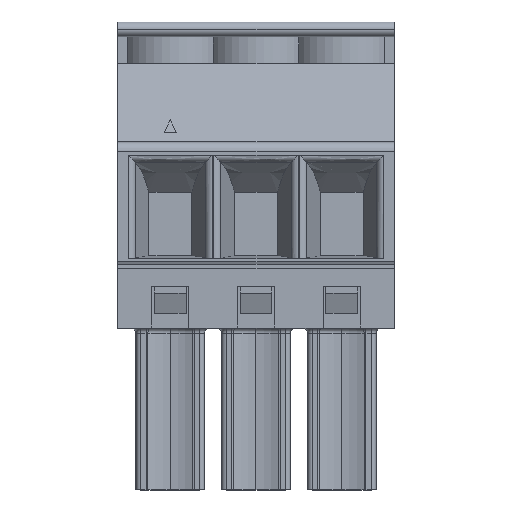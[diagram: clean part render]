
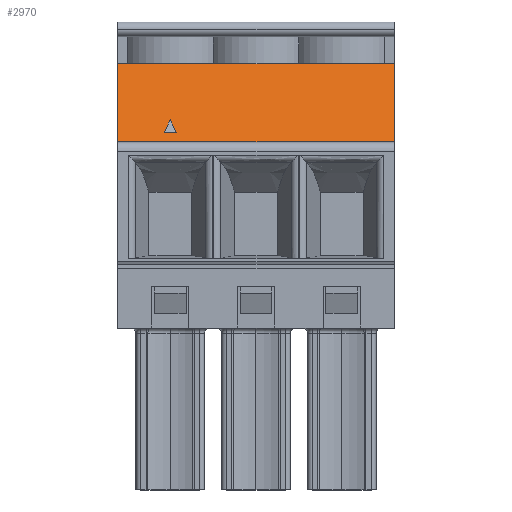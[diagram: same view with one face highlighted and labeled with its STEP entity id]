
A CAD part, top view. The second image highlights one B-rep face of the part: STEP entity #2970.
In plain terms, the highlighted planar face has unit normal (0, 0.346, 0.938).
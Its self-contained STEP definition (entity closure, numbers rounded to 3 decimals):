
#423 = CARTESIAN_POINT ( 'NONE',  ( 11.3, 14.2, 9. ) ) ;
#1542 = ORIENTED_EDGE ( 'NONE', *, *, #9608, .F. ) ;
#2970 = ADVANCED_FACE ( 'NONE', ( #24984, #14411 ), #15080, .T. ) ;
#3250 = LINE ( 'NONE', #3738, #4493 ) ;
#3726 = CARTESIAN_POINT ( 'NONE',  ( 3.432, 17.663, 7.723 ) ) ;
#3738 = CARTESIAN_POINT ( 'NONE',  ( 0., 14.2, 9. ) ) ;
#3935 = VERTEX_POINT ( 'NONE', #25642 ) ;
#3960 = VERTEX_POINT ( 'NONE', #23306 ) ;
#4234 = ORIENTED_EDGE ( 'NONE', *, *, #6376, .T. ) ;
#4493 = VECTOR ( 'NONE', #16017, 1000. ) ;
#4808 = ORIENTED_EDGE ( 'NONE', *, *, #14996, .F. ) ;
#4876 = EDGE_CURVE ( 'NONE', #7599, #10653, #11982, .T. ) ;
#5126 = DIRECTION ( 'NONE',  ( 1., 0., 0. ) ) ;
#6376 = EDGE_CURVE ( 'NONE', #3960, #7599, #23129, .T. ) ;
#7199 = ORIENTED_EDGE ( 'NONE', *, *, #4876, .T. ) ;
#7339 = CARTESIAN_POINT ( 'NONE',  ( 4.169, 11.061, 10.157 ) ) ;
#7599 = VERTEX_POINT ( 'NONE', #8648 ) ;
#8618 = VECTOR ( 'NONE', #16004, 1000. ) ;
#8648 = CARTESIAN_POINT ( 'NONE',  ( 11.3, 17.4, 7.82 ) ) ;
#8971 = VECTOR ( 'NONE', #22104, 1000. ) ;
#9283 = ORIENTED_EDGE ( 'NONE', *, *, #23300, .F. ) ;
#9608 = EDGE_CURVE ( 'NONE', #3935, #30725, #32580, .T. ) ;
#9934 = CARTESIAN_POINT ( 'NONE',  ( 11.3, 14.6, 8.852 ) ) ;
#10653 = VERTEX_POINT ( 'NONE', #30841 ) ;
#10832 = LINE ( 'NONE', #3726, #8618 ) ;
#11865 = CARTESIAN_POINT ( 'NONE',  ( 2.15, 15.1, 8.668 ) ) ;
#11982 = LINE ( 'NONE', #14830, #8971 ) ;
#12233 = DIRECTION ( 'NONE',  ( 0., 0.346, 0.938 ) ) ;
#13420 = EDGE_LOOP ( 'NONE', ( #1542, #9283, #23017 ) ) ;
#13928 = VECTOR ( 'NONE', #20040, 1000. ) ;
#14411 = FACE_OUTER_BOUND ( 'NONE', #14592, .T. ) ;
#14592 = EDGE_LOOP ( 'NONE', ( #4808, #17670, #4234, #7199 ) ) ;
#14771 = LINE ( 'NONE', #9934, #27678 ) ;
#14830 = CARTESIAN_POINT ( 'NONE',  ( 11.3, 17.4, 7.82 ) ) ;
#14996 = EDGE_CURVE ( 'NONE', #28616, #10653, #3250, .T. ) ;
#15080 = PLANE ( 'NONE',  #21538 ) ;
#15331 = VERTEX_POINT ( 'NONE', #20321 ) ;
#15373 = VECTOR ( 'NONE', #24035, 1000. ) ;
#16004 = DIRECTION ( 'NONE',  ( -0.425, -0.849, 0.313 ) ) ;
#16017 = DIRECTION ( 'NONE',  ( 0., 0.938, -0.346 ) ) ;
#17535 = DIRECTION ( 'NONE',  ( 0., 0.938, -0.346 ) ) ;
#17670 = ORIENTED_EDGE ( 'NONE', *, *, #24098, .F. ) ;
#20040 = DIRECTION ( 'NONE',  ( -1., 0., 0. ) ) ;
#20321 = CARTESIAN_POINT ( 'NONE',  ( 1.9, 14.6, 8.852 ) ) ;
#21036 = VECTOR ( 'NONE', #17535, 1000. ) ;
#21538 = AXIS2_PLACEMENT_3D ( 'NONE', #25153, #12233, #27174 ) ;
#22104 = DIRECTION ( 'NONE',  ( -1., 0., 0. ) ) ;
#23001 = LINE ( 'NONE', #27807, #13928 ) ;
#23017 = ORIENTED_EDGE ( 'NONE', *, *, #26223, .F. ) ;
#23129 = LINE ( 'NONE', #423, #21036 ) ;
#23300 = EDGE_CURVE ( 'NONE', #15331, #3935, #14771, .T. ) ;
#23306 = CARTESIAN_POINT ( 'NONE',  ( 11.3, 14.2, 9. ) ) ;
#24025 = CARTESIAN_POINT ( 'NONE',  ( 0., 14.2, 9. ) ) ;
#24035 = DIRECTION ( 'NONE',  ( -0.425, 0.849, -0.313 ) ) ;
#24098 = EDGE_CURVE ( 'NONE', #3960, #28616, #23001, .T. ) ;
#24984 = FACE_BOUND ( 'NONE', #13420, .T. ) ;
#25153 = CARTESIAN_POINT ( 'NONE',  ( 11.3, 14.2, 9. ) ) ;
#25642 = CARTESIAN_POINT ( 'NONE',  ( 2.4, 14.6, 8.852 ) ) ;
#26223 = EDGE_CURVE ( 'NONE', #30725, #15331, #10832, .T. ) ;
#27174 = DIRECTION ( 'NONE',  ( 0., -0.938, 0.346 ) ) ;
#27678 = VECTOR ( 'NONE', #5126, 1000. ) ;
#27807 = CARTESIAN_POINT ( 'NONE',  ( 11.3, 14.2, 9. ) ) ;
#28616 = VERTEX_POINT ( 'NONE', #24025 ) ;
#30725 = VERTEX_POINT ( 'NONE', #11865 ) ;
#30841 = CARTESIAN_POINT ( 'NONE',  ( 0., 17.4, 7.82 ) ) ;
#32580 = LINE ( 'NONE', #7339, #15373 ) ;
